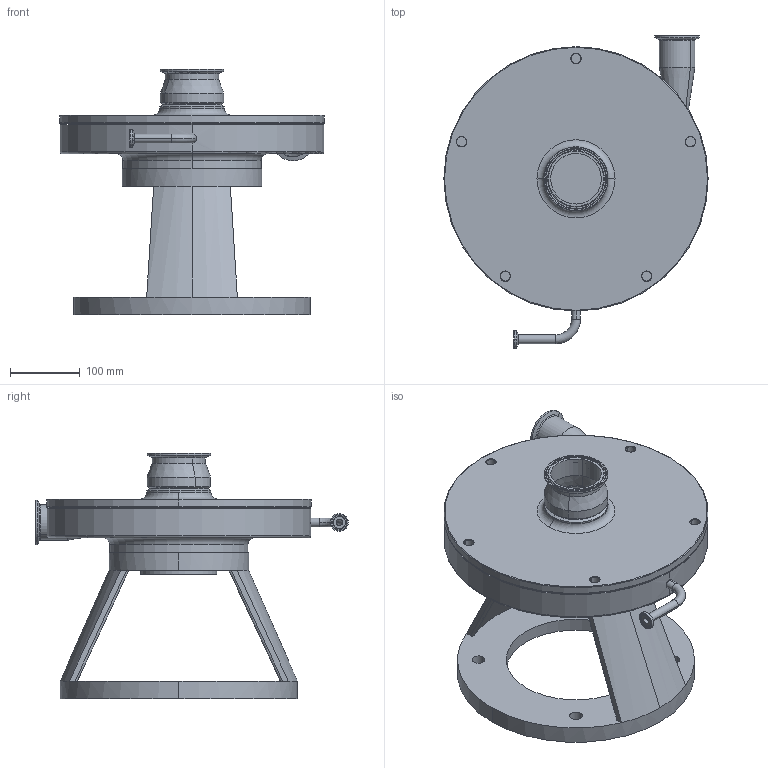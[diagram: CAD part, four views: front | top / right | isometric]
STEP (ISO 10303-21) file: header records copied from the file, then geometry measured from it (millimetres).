
FILE_DESCRIPTION (( 'STEP AP214' ), '1' );
FILE_NAME ('FPR 751-752 320TC VERT 1-2 IN ELBOW LEFT DRAIN.STEP', '2023-01-04T20:15:54', ( '' ), ( '' ), 'SwSTEP 2.0', 'SolidWorks 2021', '' );
FILE_SCHEMA (( 'AUTOMOTIVE_DESIGN' ));
Length unit declared in the file: millimetre
Products named in the file (1): FPR 751-752 320TC VERT 1-2 IN ELBOW LEFT DRAIN
Bounding box: 379 x 447.7 x 351.5 mm (x, y, z)
Volume: 8192160.5 mm3; surface area: 915648.1 mm2
Topology: 2 solids, 2 shells, 238 faces, 531 edges, 313 vertices
Faces by surface type: cylinder 81, torus 64, cone 52, plane 29, bspline 10, sphere 2
Entity records: 7361 total; most frequent: CARTESIAN_POINT 1844, DIRECTION 1285, ORIENTED_EDGE 1062, AXIS2_PLACEMENT_3D 569, EDGE_CURVE 531, CIRCLE 340, VERTEX_POINT 313, EDGE_LOOP 278
